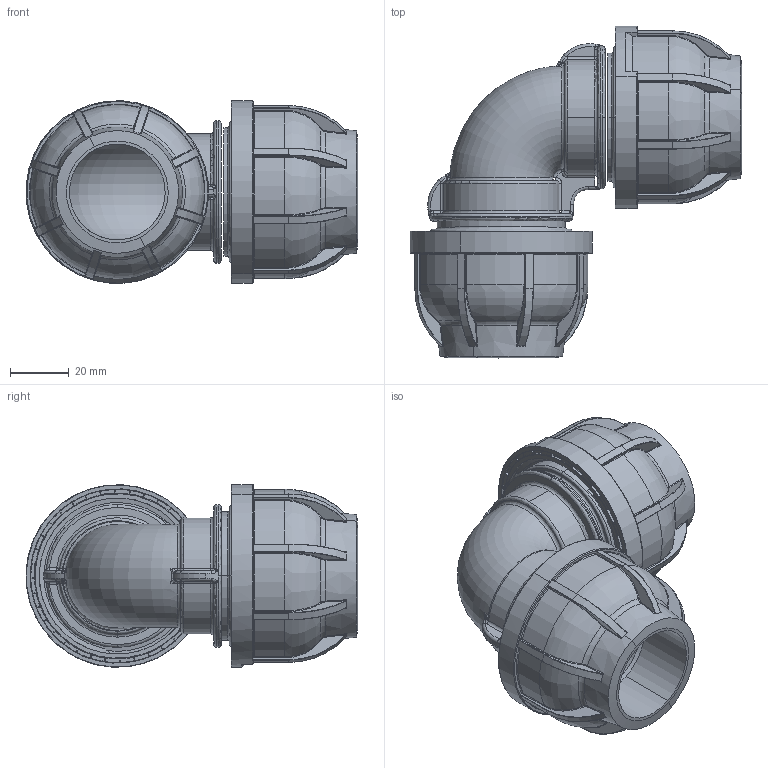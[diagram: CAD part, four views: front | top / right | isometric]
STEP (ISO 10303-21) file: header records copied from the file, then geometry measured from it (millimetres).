
FILE_DESCRIPTION (( 'STEP AP203' ), '1' );
FILE_NAME ('R213.032.032.step', '2013-11-19T09:21:44', ( 'Alusic' ), ( 'Alusic' ), 'SwSTEP 2.0', 'SolidWorks 2011', '' );
FILE_SCHEMA (( 'CONFIG_CONTROL_DESIGN' ));
Length unit declared in the file: millimetre
Products named in the file (1): R213.032.032
Bounding box: 112.6 x 112.64 x 61.91 mm (x, y, z)
Surface area: 52457.9 mm2 (no closed solid volume)
Topology: 0 solids, 15 shells, 1014 faces, 3397 edges, 2195 vertices
Faces by surface type: cylinder 271, torus 269, bspline 225, plane 210, cone 22, sphere 17
Entity records: 50230 total; most frequent: CARTESIAN_POINT 23982, DIRECTION 5288, ORIENTED_EDGE 5143, EDGE_CURVE 3385, AXIS2_PLACEMENT_3D 2298, VERTEX_POINT 2195, CIRCLE 1508, B_SPLINE_CURVE_WITH_KNOTS 1104
